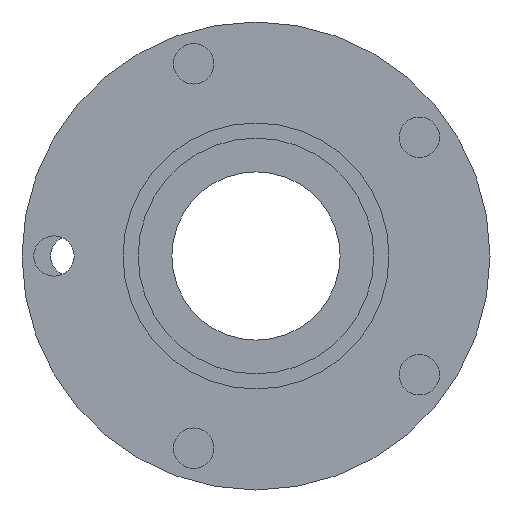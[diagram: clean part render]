
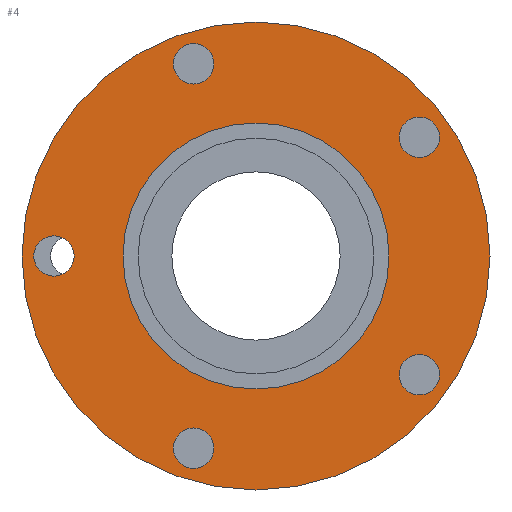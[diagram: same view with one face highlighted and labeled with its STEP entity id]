
A CAD part, left-side view. The second image highlights one B-rep face of the part: STEP entity #4.
In plain terms, the highlighted planar face has unit normal (-1, 0, 0).
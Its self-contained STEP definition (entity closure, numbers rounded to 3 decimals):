
#4 = ADVANCED_FACE ( 'NONE', ( #1432, #1184, #1322, #816, #564, #1299, #56 ), #1073, .F. ) ;
#8 = DIRECTION ( 'NONE',  ( -1., 0., 0. ) ) ;
#21 = CARTESIAN_POINT ( 'NONE',  ( 15., -48.541, 41.267 ) ) ;
#32 = AXIS2_PLACEMENT_3D ( 'NONE', #1076, #687, #552 ) ;
#51 = EDGE_LOOP ( 'NONE', ( #159, #238 ) ) ;
#56 = FACE_OUTER_BOUND ( 'NONE', #772, .T. ) ;
#57 = DIRECTION ( 'NONE',  ( 0., 0., 1. ) ) ;
#59 = ORIENTED_EDGE ( 'NONE', *, *, #957, .F. ) ;
#63 = CIRCLE ( 'NONE', #1442, 6. ) ;
#77 = AXIS2_PLACEMENT_3D ( 'NONE', #907, #8, #166 ) ;
#81 = EDGE_CURVE ( 'NONE', #736, #100, #1275, .T. ) ;
#100 = VERTEX_POINT ( 'NONE', #1396 ) ;
#132 = EDGE_CURVE ( 'NONE', #1488, #1528, #719, .T. ) ;
#136 = DIRECTION ( 'NONE',  ( 0., 0., 1. ) ) ;
#138 = ORIENTED_EDGE ( 'NONE', *, *, #81, .F. ) ;
#144 = DIRECTION ( 'NONE',  ( 0., 0., 1. ) ) ;
#148 = ORIENTED_EDGE ( 'NONE', *, *, #960, .F. ) ;
#159 = ORIENTED_EDGE ( 'NONE', *, *, #341, .F. ) ;
#165 = CARTESIAN_POINT ( 'NONE',  ( 15., -48.541, -35.267 ) ) ;
#166 = DIRECTION ( 'NONE',  ( 0., 0., 1. ) ) ;
#174 = CARTESIAN_POINT ( 'NONE',  ( 15., 69.5, 0. ) ) ;
#184 = CIRCLE ( 'NONE', #1189, 6. ) ;
#186 = ORIENTED_EDGE ( 'NONE', *, *, #220, .F. ) ;
#193 = CIRCLE ( 'NONE', #1100, 6. ) ;
#196 = DIRECTION ( 'NONE',  ( -1., 0., 0. ) ) ;
#197 = CARTESIAN_POINT ( 'NONE',  ( 15., 18.541, 57.063 ) ) ;
#199 = CARTESIAN_POINT ( 'NONE',  ( 15., 0., 69.5 ) ) ;
#200 = DIRECTION ( 'NONE',  ( 1., 0., 0. ) ) ;
#209 = AXIS2_PLACEMENT_3D ( 'NONE', #1187, #196, #1569 ) ;
#220 = EDGE_CURVE ( 'NONE', #815, #390, #1461, .T. ) ;
#221 = AXIS2_PLACEMENT_3D ( 'NONE', #1495, #375, #144 ) ;
#238 = ORIENTED_EDGE ( 'NONE', *, *, #433, .F. ) ;
#247 = CIRCLE ( 'NONE', #1452, 69.5 ) ;
#272 = CARTESIAN_POINT ( 'NONE',  ( 15., 0., 39.5 ) ) ;
#280 = ORIENTED_EDGE ( 'NONE', *, *, #627, .T. ) ;
#308 = DIRECTION ( 'NONE',  ( -1., 0., 0. ) ) ;
#325 = EDGE_CURVE ( 'NONE', #1411, #589, #969, .T. ) ;
#341 = EDGE_CURVE ( 'NONE', #1274, #348, #459, .T. ) ;
#348 = VERTEX_POINT ( 'NONE', #1508 ) ;
#375 = DIRECTION ( 'NONE',  ( -1., 0., 0. ) ) ;
#376 = AXIS2_PLACEMENT_3D ( 'NONE', #817, #429, #527 ) ;
#390 = VERTEX_POINT ( 'NONE', #1258 ) ;
#400 = CARTESIAN_POINT ( 'NONE',  ( 15., 18.541, -57.063 ) ) ;
#407 = DIRECTION ( 'NONE',  ( 0., 0., 1. ) ) ;
#410 = CARTESIAN_POINT ( 'NONE',  ( 15., 0., 0. ) ) ;
#429 = DIRECTION ( 'NONE',  ( -1., 0., 0. ) ) ;
#433 = EDGE_CURVE ( 'NONE', #348, #1274, #184, .T. ) ;
#459 = CIRCLE ( 'NONE', #1454, 6. ) ;
#461 = CARTESIAN_POINT ( 'NONE',  ( 15., 60., 6. ) ) ;
#472 = DIRECTION ( 'NONE',  ( 0., 0., 1. ) ) ;
#481 = EDGE_LOOP ( 'NONE', ( #186, #59 ) ) ;
#515 = EDGE_CURVE ( 'NONE', #589, #1411, #1024, .T. ) ;
#516 = EDGE_CURVE ( 'NONE', #1069, #1147, #193, .T. ) ;
#524 = ORIENTED_EDGE ( 'NONE', *, *, #325, .F. ) ;
#527 = DIRECTION ( 'NONE',  ( 0., 0., 1. ) ) ;
#552 = DIRECTION ( 'NONE',  ( 0., 0., 1. ) ) ;
#559 = DIRECTION ( 'NONE',  ( -1., 0., 0. ) ) ;
#564 = FACE_BOUND ( 'NONE', #51, .T. ) ;
#581 = ORIENTED_EDGE ( 'NONE', *, *, #132, .T. ) ;
#586 = CIRCLE ( 'NONE', #376, 6. ) ;
#588 = DIRECTION ( 'NONE',  ( -1., 0., 0. ) ) ;
#589 = VERTEX_POINT ( 'NONE', #1356 ) ;
#624 = CARTESIAN_POINT ( 'NONE',  ( 15., 18.541, -51.063 ) ) ;
#627 = EDGE_CURVE ( 'NONE', #1528, #1488, #247, .T. ) ;
#676 = AXIS2_PLACEMENT_3D ( 'NONE', #1416, #927, #1552 ) ;
#681 = VERTEX_POINT ( 'NONE', #709 ) ;
#687 = DIRECTION ( 'NONE',  ( -1., 0., 0. ) ) ;
#694 = DIRECTION ( 'NONE',  ( -1., 0., 0. ) ) ;
#709 = CARTESIAN_POINT ( 'NONE',  ( 15., -48.541, -29.267 ) ) ;
#717 = CIRCLE ( 'NONE', #1215, 6. ) ;
#719 = CIRCLE ( 'NONE', #221, 69.5 ) ;
#736 = VERTEX_POINT ( 'NONE', #461 ) ;
#738 = ORIENTED_EDGE ( 'NONE', *, *, #939, .F. ) ;
#772 = EDGE_LOOP ( 'NONE', ( #581, #280 ) ) ;
#815 = VERTEX_POINT ( 'NONE', #21 ) ;
#816 = FACE_BOUND ( 'NONE', #1523, .T. ) ;
#817 = CARTESIAN_POINT ( 'NONE',  ( 15., -48.541, -35.267 ) ) ;
#823 = CARTESIAN_POINT ( 'NONE',  ( 15., 0., -69.5 ) ) ;
#884 = DIRECTION ( 'NONE',  ( 0., 0., 1. ) ) ;
#900 = EDGE_CURVE ( 'NONE', #100, #736, #1368, .T. ) ;
#907 = CARTESIAN_POINT ( 'NONE',  ( 15., 60., 0. ) ) ;
#909 = DIRECTION ( 'NONE',  ( -1., 0., 0. ) ) ;
#927 = DIRECTION ( 'NONE',  ( -1., 0., 0. ) ) ;
#937 = CARTESIAN_POINT ( 'NONE',  ( 15., 60., 0. ) ) ;
#939 = EDGE_CURVE ( 'NONE', #1147, #1069, #717, .T. ) ;
#948 = AXIS2_PLACEMENT_3D ( 'NONE', #937, #694, #1317 ) ;
#957 = EDGE_CURVE ( 'NONE', #390, #815, #1342, .T. ) ;
#960 = EDGE_CURVE ( 'NONE', #1389, #681, #586, .T. ) ;
#969 = CIRCLE ( 'NONE', #1540, 39.5 ) ;
#991 = DIRECTION ( 'NONE',  ( -1., 0., 0. ) ) ;
#994 = DIRECTION ( 'NONE',  ( -1., 0., 0. ) ) ;
#999 = EDGE_CURVE ( 'NONE', #681, #1389, #63, .T. ) ;
#1012 = CARTESIAN_POINT ( 'NONE',  ( 15., 18.541, 63.063 ) ) ;
#1020 = ORIENTED_EDGE ( 'NONE', *, *, #516, .F. ) ;
#1024 = CIRCLE ( 'NONE', #32, 39.5 ) ;
#1027 = DIRECTION ( 'NONE',  ( -1., 0., 0. ) ) ;
#1069 = VERTEX_POINT ( 'NONE', #1012 ) ;
#1073 = PLANE ( 'NONE',  #1152 ) ;
#1076 = CARTESIAN_POINT ( 'NONE',  ( 15., 0., 0. ) ) ;
#1100 = AXIS2_PLACEMENT_3D ( 'NONE', #197, #308, #1203 ) ;
#1121 = EDGE_LOOP ( 'NONE', ( #1020, #738 ) ) ;
#1147 = VERTEX_POINT ( 'NONE', #1549 ) ;
#1149 = CARTESIAN_POINT ( 'NONE',  ( 15., -48.541, -41.267 ) ) ;
#1152 = AXIS2_PLACEMENT_3D ( 'NONE', #174, #200, #1566 ) ;
#1184 = FACE_BOUND ( 'NONE', #1121, .T. ) ;
#1187 = CARTESIAN_POINT ( 'NONE',  ( 15., -48.541, 35.267 ) ) ;
#1189 = AXIS2_PLACEMENT_3D ( 'NONE', #400, #909, #1280 ) ;
#1203 = DIRECTION ( 'NONE',  ( 0., 0., 1. ) ) ;
#1215 = AXIS2_PLACEMENT_3D ( 'NONE', #1435, #559, #57 ) ;
#1237 = EDGE_LOOP ( 'NONE', ( #524, #1366 ) ) ;
#1258 = CARTESIAN_POINT ( 'NONE',  ( 15., -48.541, 29.267 ) ) ;
#1274 = VERTEX_POINT ( 'NONE', #624 ) ;
#1275 = CIRCLE ( 'NONE', #77, 6. ) ;
#1280 = DIRECTION ( 'NONE',  ( 0., 0., 1. ) ) ;
#1291 = CARTESIAN_POINT ( 'NONE',  ( 15., 18.541, -57.063 ) ) ;
#1299 = FACE_BOUND ( 'NONE', #1237, .T. ) ;
#1303 = ORIENTED_EDGE ( 'NONE', *, *, #900, .F. ) ;
#1317 = DIRECTION ( 'NONE',  ( 0., 0., 1. ) ) ;
#1322 = FACE_BOUND ( 'NONE', #481, .T. ) ;
#1342 = CIRCLE ( 'NONE', #676, 6. ) ;
#1356 = CARTESIAN_POINT ( 'NONE',  ( 15., 0., -39.5 ) ) ;
#1366 = ORIENTED_EDGE ( 'NONE', *, *, #515, .F. ) ;
#1368 = CIRCLE ( 'NONE', #948, 6. ) ;
#1389 = VERTEX_POINT ( 'NONE', #1149 ) ;
#1396 = CARTESIAN_POINT ( 'NONE',  ( 15., 60., -6. ) ) ;
#1403 = ORIENTED_EDGE ( 'NONE', *, *, #999, .F. ) ;
#1411 = VERTEX_POINT ( 'NONE', #272 ) ;
#1414 = EDGE_LOOP ( 'NONE', ( #138, #1303 ) ) ;
#1416 = CARTESIAN_POINT ( 'NONE',  ( 15., -48.541, 35.267 ) ) ;
#1432 = FACE_BOUND ( 'NONE', #1414, .T. ) ;
#1435 = CARTESIAN_POINT ( 'NONE',  ( 15., 18.541, 57.063 ) ) ;
#1442 = AXIS2_PLACEMENT_3D ( 'NONE', #165, #991, #407 ) ;
#1452 = AXIS2_PLACEMENT_3D ( 'NONE', #1601, #588, #472 ) ;
#1454 = AXIS2_PLACEMENT_3D ( 'NONE', #1291, #1027, #884 ) ;
#1461 = CIRCLE ( 'NONE', #209, 6. ) ;
#1488 = VERTEX_POINT ( 'NONE', #199 ) ;
#1495 = CARTESIAN_POINT ( 'NONE',  ( 15., 0., 0. ) ) ;
#1508 = CARTESIAN_POINT ( 'NONE',  ( 15., 18.541, -63.063 ) ) ;
#1523 = EDGE_LOOP ( 'NONE', ( #1403, #148 ) ) ;
#1528 = VERTEX_POINT ( 'NONE', #823 ) ;
#1540 = AXIS2_PLACEMENT_3D ( 'NONE', #410, #994, #136 ) ;
#1549 = CARTESIAN_POINT ( 'NONE',  ( 15., 18.541, 51.063 ) ) ;
#1552 = DIRECTION ( 'NONE',  ( 0., 0., 1. ) ) ;
#1566 = DIRECTION ( 'NONE',  ( 0., 0., -1. ) ) ;
#1569 = DIRECTION ( 'NONE',  ( 0., 0., 1. ) ) ;
#1601 = CARTESIAN_POINT ( 'NONE',  ( 15., 0., 0. ) ) ;
